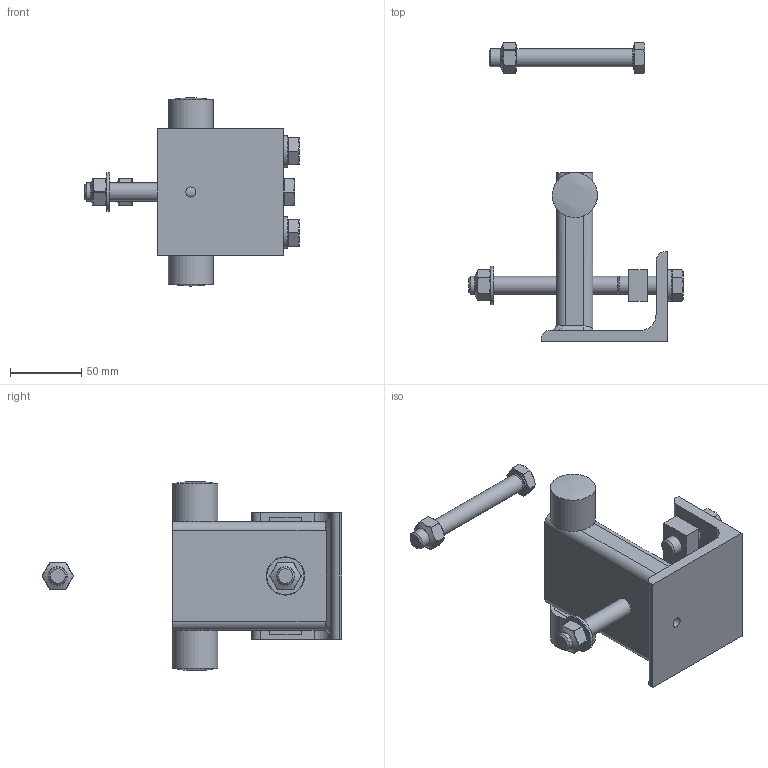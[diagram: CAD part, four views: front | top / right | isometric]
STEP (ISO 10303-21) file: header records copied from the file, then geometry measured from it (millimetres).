
FILE_DESCRIPTION((''),'2;1');
FILE_NAME('25576.stp','2009-10-15T07:09:11',('jholman'),(''),'Autodesk Inventor 2009','Autodesk Inventor 2009','');
FILE_SCHEMA(('AUTOMOTIVE_DESIGN { 1 0 10303 214 1 1 1 1 }'));
Length unit declared in the file: inch
Products named in the file (13): 3D11N9F4C; 3D11H9F4C; 3D11L9F4B; 3D11J9F4B; 3D11K9F4A; 3D11M9F4B; 3D11I9F4A; Helical Spring Lock Washers 0.5; Hex Cap Screw - Inch 1/2-13 UNC - 1.5; Hex Cap Screw - Inch 1/2-13 UNC - 5.5; Prevailing Torque Type Hex Nut - UNC (Regular Thread - Inch)  (IFI) 1/2 - 13 Metal Type; 3D11N3B4A; Hex Cap Screw - Inch 1/2-13 UNC - 4
Assembly tree (16 placements, depth 3):
  3D11N9F4C
    3D11H9F4C
    3D11L9F4B  x2
      3D11J9F4B
      3D11K9F4A
    3D11M9F4B
    3D11I9F4A
    Helical Spring Lock Washers 0.5  x2
    Hex Cap Screw - Inch 1/2-13 UNC - 1.5  x2
    Hex Cap Screw - Inch 1/2-13 UNC - 5.5
    Prevailing Torque Type Hex Nut - UNC (Regular Thread - Inch)  (IFI) 1/2 - 13 Metal Type  x2
    3D11N3B4A
    Hex Cap Screw - Inch 1/2-13 UNC - 4
Bounding box: 150.81 x 211.02 x 132.51 mm (x, y, z)
Volume: 296832.9 mm3; surface area: 118266.5 mm2
Topology: 16 solids, 16 shells, 430 faces, 992 edges, 594 vertices
Faces by surface type: plane 163, bspline 128, cone 52, cylinder 47, sphere 26, torus 14
Full cylindrical faces by diameter (mm): 12.7 x5, 13.494 x2, 17.145 x4, 20.638 x4, 26.988 x1, 31.75 x2
Entity records: 10019 total; most frequent: CARTESIAN_POINT 3963, DIRECTION 1154, ORIENTED_EDGE 1138, EDGE_CURVE 569, AXIS2_PLACEMENT_3D 473, VERTEX_POINT 371, EDGE_LOOP 346, FACE_OUTER_BOUND 269
